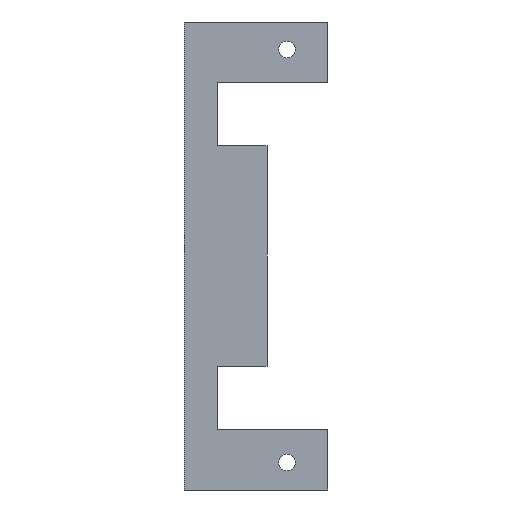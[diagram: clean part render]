
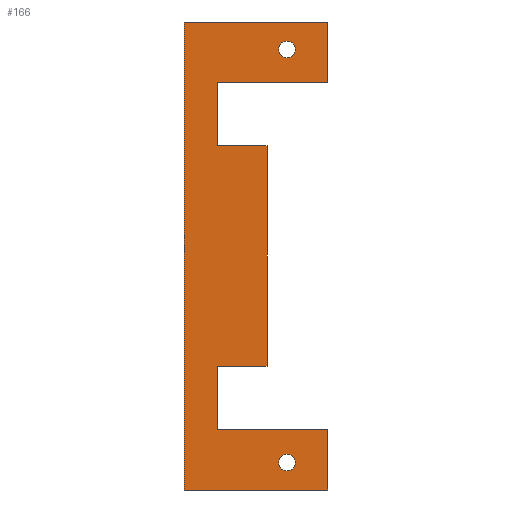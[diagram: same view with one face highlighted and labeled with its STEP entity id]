
A CAD part, front view. The second image highlights one B-rep face of the part: STEP entity #166.
In plain terms, the highlighted planar face has unit normal (0, -1, 0).
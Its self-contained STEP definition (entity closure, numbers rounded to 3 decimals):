
#8 = CARTESIAN_POINT ( 'NONE',  ( 0., 0., 40.025 ) ) ;
#17 = LINE ( 'NONE', #657, #197 ) ;
#24 = ORIENTED_EDGE ( 'NONE', *, *, #207, .F. ) ;
#34 = ORIENTED_EDGE ( 'NONE', *, *, #632, .F. ) ;
#36 = VECTOR ( 'NONE', #629, 1000. ) ;
#49 = AXIS2_PLACEMENT_3D ( 'NONE', #216, #788, #174 ) ;
#60 = VERTEX_POINT ( 'NONE', #718 ) ;
#65 = AXIS2_PLACEMENT_3D ( 'NONE', #563, #500, #134 ) ;
#74 = EDGE_LOOP ( 'NONE', ( #173, #362, #24, #491, #249, #34, #87, #543, #794, #814, #720, #90 ) ) ;
#86 = EDGE_CURVE ( 'NONE', #674, #264, #219, .T. ) ;
#87 = ORIENTED_EDGE ( 'NONE', *, *, #286, .F. ) ;
#88 = DIRECTION ( 'NONE',  ( 0., 0., 1. ) ) ;
#89 = LINE ( 'NONE', #152, #582 ) ;
#90 = ORIENTED_EDGE ( 'NONE', *, *, #86, .T. ) ;
#95 = DIRECTION ( 'NONE',  ( 0., 1., 0. ) ) ;
#105 = VERTEX_POINT ( 'NONE', #507 ) ;
#111 = CARTESIAN_POINT ( 'NONE',  ( 30., 0., -40.025 ) ) ;
#123 = VECTOR ( 'NONE', #141, 1000. ) ;
#133 = CARTESIAN_POINT ( 'NONE',  ( 52., 0., -63.025 ) ) ;
#134 = DIRECTION ( 'NONE',  ( 0., 0., -1. ) ) ;
#140 = VECTOR ( 'NONE', #531, 1000. ) ;
#141 = DIRECTION ( 'NONE',  ( -1., 0., 0. ) ) ;
#147 = DIRECTION ( 'NONE',  ( -1., 0., 0. ) ) ;
#152 = CARTESIAN_POINT ( 'NONE',  ( 12., 0., -85.025 ) ) ;
#153 = VECTOR ( 'NONE', #890, 1000. ) ;
#163 = ORIENTED_EDGE ( 'NONE', *, *, #478, .T. ) ;
#166 = ADVANCED_FACE ( 'NONE', ( #698, #316, #680 ), #666, .F. ) ;
#173 = ORIENTED_EDGE ( 'NONE', *, *, #304, .T. ) ;
#174 = DIRECTION ( 'NONE',  ( 0., 0., -1. ) ) ;
#183 = VECTOR ( 'NONE', #280, 1000. ) ;
#186 = CARTESIAN_POINT ( 'NONE',  ( 52., 0., 85.025 ) ) ;
#193 = EDGE_CURVE ( 'NONE', #787, #753, #581, .T. ) ;
#197 = VECTOR ( 'NONE', #511, 1000. ) ;
#203 = LINE ( 'NONE', #209, #851 ) ;
#205 = VERTEX_POINT ( 'NONE', #591 ) ;
#207 = EDGE_CURVE ( 'NONE', #215, #344, #17, .T. ) ;
#209 = CARTESIAN_POINT ( 'NONE',  ( 52., 0., 63.025 ) ) ;
#215 = VERTEX_POINT ( 'NONE', #587 ) ;
#216 = CARTESIAN_POINT ( 'NONE',  ( 37.3, 0., -75.1 ) ) ;
#219 = LINE ( 'NONE', #504, #123 ) ;
#246 = EDGE_LOOP ( 'NONE', ( #786, #407 ) ) ;
#249 = ORIENTED_EDGE ( 'NONE', *, *, #910, .T. ) ;
#262 = LINE ( 'NONE', #133, #443 ) ;
#264 = VERTEX_POINT ( 'NONE', #604 ) ;
#272 = CARTESIAN_POINT ( 'NONE',  ( 12., 0., -85.025 ) ) ;
#273 = CARTESIAN_POINT ( 'NONE',  ( 52., 0., 63.025 ) ) ;
#280 = DIRECTION ( 'NONE',  ( 0., 0., -1. ) ) ;
#286 = EDGE_CURVE ( 'NONE', #105, #534, #721, .T. ) ;
#290 = CARTESIAN_POINT ( 'NONE',  ( 37.3, 0., 75.1 ) ) ;
#296 = DIRECTION ( 'NONE',  ( 0., 0., 1. ) ) ;
#297 = DIRECTION ( 'NONE',  ( 0., 0., 1. ) ) ;
#304 = EDGE_CURVE ( 'NONE', #264, #331, #422, .T. ) ;
#307 = CIRCLE ( 'NONE', #320, 3. ) ;
#316 = FACE_BOUND ( 'NONE', #246, .T. ) ;
#320 = AXIS2_PLACEMENT_3D ( 'NONE', #379, #95, #296 ) ;
#322 = VECTOR ( 'NONE', #872, 1000. ) ;
#326 = VERTEX_POINT ( 'NONE', #911 ) ;
#329 = CARTESIAN_POINT ( 'NONE',  ( 12., 0., -63.025 ) ) ;
#331 = VERTEX_POINT ( 'NONE', #566 ) ;
#334 = EDGE_CURVE ( 'NONE', #344, #331, #561, .T. ) ;
#344 = VERTEX_POINT ( 'NONE', #556 ) ;
#357 = EDGE_CURVE ( 'NONE', #758, #469, #888, .T. ) ;
#362 = ORIENTED_EDGE ( 'NONE', *, *, #334, .F. ) ;
#375 = CARTESIAN_POINT ( 'NONE',  ( 30., 0., 40.025 ) ) ;
#379 = CARTESIAN_POINT ( 'NONE',  ( 37.3, 0., 75.1 ) ) ;
#407 = ORIENTED_EDGE ( 'NONE', *, *, #357, .T. ) ;
#414 = CIRCLE ( 'NONE', #65, 3. ) ;
#415 = DIRECTION ( 'NONE',  ( -1., 0., 0. ) ) ;
#422 = LINE ( 'NONE', #8, #36 ) ;
#426 = VERTEX_POINT ( 'NONE', #329 ) ;
#436 = EDGE_LOOP ( 'NONE', ( #746, #163 ) ) ;
#443 = VECTOR ( 'NONE', #545, 1000. ) ;
#444 = EDGE_CURVE ( 'NONE', #215, #426, #262, .T. ) ;
#457 = LINE ( 'NONE', #186, #322 ) ;
#469 = VERTEX_POINT ( 'NONE', #733 ) ;
#478 = EDGE_CURVE ( 'NONE', #753, #787, #307, .T. ) ;
#489 = LINE ( 'NONE', #766, #551 ) ;
#491 = ORIENTED_EDGE ( 'NONE', *, *, #444, .T. ) ;
#492 = CARTESIAN_POINT ( 'NONE',  ( 30., 0., 40.025 ) ) ;
#500 = DIRECTION ( 'NONE',  ( 0., 1., 0. ) ) ;
#504 = CARTESIAN_POINT ( 'NONE',  ( 12., 0., 85.025 ) ) ;
#507 = CARTESIAN_POINT ( 'NONE',  ( 30., 0., 40.025 ) ) ;
#511 = DIRECTION ( 'NONE',  ( 0., 0., -1. ) ) ;
#515 = DIRECTION ( 'NONE',  ( 0., 1., 0. ) ) ;
#525 = DIRECTION ( 'NONE',  ( 0., 1., 0. ) ) ;
#526 = EDGE_CURVE ( 'NONE', #205, #60, #825, .T. ) ;
#531 = DIRECTION ( 'NONE',  ( -1., 0., 0. ) ) ;
#534 = VERTEX_POINT ( 'NONE', #111 ) ;
#543 = ORIENTED_EDGE ( 'NONE', *, *, #736, .T. ) ;
#545 = DIRECTION ( 'NONE',  ( -1., 0., 0. ) ) ;
#551 = VECTOR ( 'NONE', #415, 1000. ) ;
#556 = CARTESIAN_POINT ( 'NONE',  ( 52., 0., -85.025 ) ) ;
#561 = LINE ( 'NONE', #272, #722 ) ;
#563 = CARTESIAN_POINT ( 'NONE',  ( 37.3, 0., -75.1 ) ) ;
#566 = CARTESIAN_POINT ( 'NONE',  ( 0., 0., -85.025 ) ) ;
#581 = CIRCLE ( 'NONE', #671, 3. ) ;
#582 = VECTOR ( 'NONE', #865, 1000. ) ;
#587 = CARTESIAN_POINT ( 'NONE',  ( 52., 0., -63.025 ) ) ;
#591 = CARTESIAN_POINT ( 'NONE',  ( 12., 0., 40.025 ) ) ;
#596 = AXIS2_PLACEMENT_3D ( 'NONE', #375, #525, #297 ) ;
#601 = LINE ( 'NONE', #880, #140 ) ;
#604 = CARTESIAN_POINT ( 'NONE',  ( 0., 0., 85.025 ) ) ;
#613 = CARTESIAN_POINT ( 'NONE',  ( 52., 0., 85.025 ) ) ;
#622 = EDGE_CURVE ( 'NONE', #674, #737, #457, .T. ) ;
#629 = DIRECTION ( 'NONE',  ( 0., 0., -1. ) ) ;
#632 = EDGE_CURVE ( 'NONE', #534, #326, #601, .T. ) ;
#657 = CARTESIAN_POINT ( 'NONE',  ( 52., 0., -85.025 ) ) ;
#666 = PLANE ( 'NONE',  #596 ) ;
#671 = AXIS2_PLACEMENT_3D ( 'NONE', #290, #515, #88 ) ;
#674 = VERTEX_POINT ( 'NONE', #613 ) ;
#680 = FACE_OUTER_BOUND ( 'NONE', #74, .T. ) ;
#698 = FACE_BOUND ( 'NONE', #436, .T. ) ;
#699 = CARTESIAN_POINT ( 'NONE',  ( 37.3, 0., 78.1 ) ) ;
#718 = CARTESIAN_POINT ( 'NONE',  ( 12., 0., 63.025 ) ) ;
#720 = ORIENTED_EDGE ( 'NONE', *, *, #622, .F. ) ;
#721 = LINE ( 'NONE', #492, #183 ) ;
#722 = VECTOR ( 'NONE', #147, 1000. ) ;
#730 = EDGE_CURVE ( 'NONE', #469, #758, #414, .T. ) ;
#733 = CARTESIAN_POINT ( 'NONE',  ( 37.3, 0., -72.1 ) ) ;
#736 = EDGE_CURVE ( 'NONE', #105, #205, #489, .T. ) ;
#737 = VERTEX_POINT ( 'NONE', #273 ) ;
#741 = EDGE_CURVE ( 'NONE', #737, #60, #203, .T. ) ;
#746 = ORIENTED_EDGE ( 'NONE', *, *, #193, .T. ) ;
#753 = VERTEX_POINT ( 'NONE', #893 ) ;
#758 = VERTEX_POINT ( 'NONE', #832 ) ;
#766 = CARTESIAN_POINT ( 'NONE',  ( 30., 0., 40.025 ) ) ;
#785 = DIRECTION ( 'NONE',  ( -1., 0., 0. ) ) ;
#786 = ORIENTED_EDGE ( 'NONE', *, *, #730, .T. ) ;
#787 = VERTEX_POINT ( 'NONE', #699 ) ;
#788 = DIRECTION ( 'NONE',  ( 0., 1., 0. ) ) ;
#794 = ORIENTED_EDGE ( 'NONE', *, *, #526, .T. ) ;
#814 = ORIENTED_EDGE ( 'NONE', *, *, #741, .F. ) ;
#825 = LINE ( 'NONE', #883, #153 ) ;
#832 = CARTESIAN_POINT ( 'NONE',  ( 37.3, 0., -78.1 ) ) ;
#851 = VECTOR ( 'NONE', #785, 1000. ) ;
#865 = DIRECTION ( 'NONE',  ( 0., 0., 1. ) ) ;
#872 = DIRECTION ( 'NONE',  ( 0., 0., -1. ) ) ;
#880 = CARTESIAN_POINT ( 'NONE',  ( 30., 0., -40.025 ) ) ;
#883 = CARTESIAN_POINT ( 'NONE',  ( 12., 0., 85.025 ) ) ;
#888 = CIRCLE ( 'NONE', #49, 3. ) ;
#890 = DIRECTION ( 'NONE',  ( 0., 0., 1. ) ) ;
#893 = CARTESIAN_POINT ( 'NONE',  ( 37.3, 0., 72.1 ) ) ;
#910 = EDGE_CURVE ( 'NONE', #426, #326, #89, .T. ) ;
#911 = CARTESIAN_POINT ( 'NONE',  ( 12., 0., -40.025 ) ) ;
